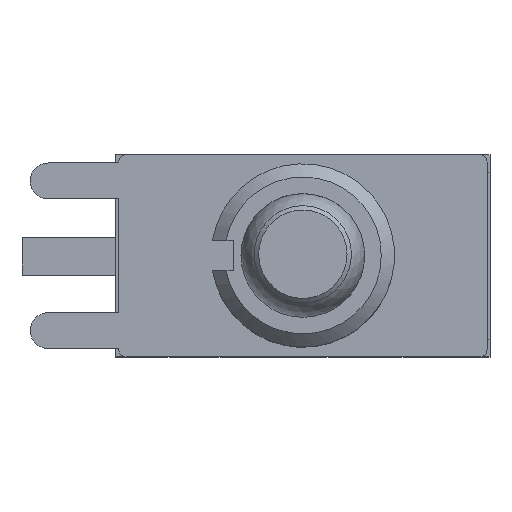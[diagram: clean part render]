
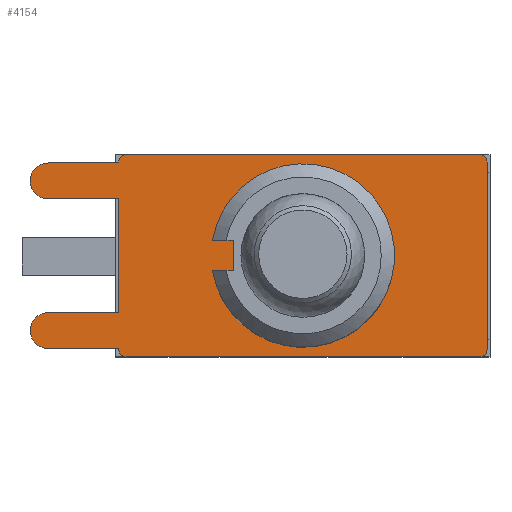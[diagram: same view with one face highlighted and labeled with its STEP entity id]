
A CAD part, top view. The second image highlights one B-rep face of the part: STEP entity #4154.
In plain terms, the highlighted planar face has unit normal (0, 0, 1).
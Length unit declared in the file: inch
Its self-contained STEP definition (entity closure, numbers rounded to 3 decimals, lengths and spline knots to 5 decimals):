
#118=FACE_BOUND('',#381,.T.);
#127=FACE_OUTER_BOUND('',#380,.T.);
#380=EDGE_LOOP('',(#2729,#2730,#2731,#2732,#2733,#2734,#2735,#2736,#2737,
#2738,#2739,#2740,#2741,#2742,#2743,#2744));
#381=EDGE_LOOP('',(#2745,#2746,#2747,#2748));
#642=LINE('',#6079,#1132);
#643=LINE('',#6081,#1133);
#644=LINE('',#6085,#1134);
#645=LINE('',#6087,#1135);
#646=LINE('',#6089,#1136);
#647=LINE('',#6093,#1137);
#648=LINE('',#6095,#1138);
#649=LINE('',#6099,#1139);
#650=LINE('',#6103,#1140);
#651=LINE('',#6106,#1141);
#652=LINE('',#6109,#1142);
#653=LINE('',#6111,#1143);
#654=LINE('',#6113,#1144);
#1132=VECTOR('',#4823,0.3937);
#1133=VECTOR('',#4824,0.3937);
#1134=VECTOR('',#4827,0.3937);
#1135=VECTOR('',#4828,0.3937);
#1136=VECTOR('',#4829,0.3937);
#1137=VECTOR('',#4832,0.3937);
#1138=VECTOR('',#4833,0.3937);
#1139=VECTOR('',#4836,0.3937);
#1140=VECTOR('',#4839,0.3937);
#1141=VECTOR('',#4842,0.3937);
#1142=VECTOR('',#4843,0.3937);
#1143=VECTOR('',#4844,0.3937);
#1144=VECTOR('',#4845,0.3937);
#1622=CIRCLE('',#4436,0.00984);
#1623=CIRCLE('',#4437,0.02402);
#1624=CIRCLE('',#4438,0.02402);
#1625=CIRCLE('',#4439,0.00984);
#1626=CIRCLE('',#4440,0.00984);
#1627=CIRCLE('',#4441,0.00984);
#1628=CIRCLE('',#4442,0.12244);
#1727=VERTEX_POINT('',#6075);
#1728=VERTEX_POINT('',#6076);
#1729=VERTEX_POINT('',#6078);
#1730=VERTEX_POINT('',#6080);
#1731=VERTEX_POINT('',#6082);
#1732=VERTEX_POINT('',#6084);
#1733=VERTEX_POINT('',#6086);
#1734=VERTEX_POINT('',#6088);
#1735=VERTEX_POINT('',#6090);
#1736=VERTEX_POINT('',#6092);
#1737=VERTEX_POINT('',#6094);
#1738=VERTEX_POINT('',#6096);
#1739=VERTEX_POINT('',#6098);
#1740=VERTEX_POINT('',#6100);
#1741=VERTEX_POINT('',#6102);
#1742=VERTEX_POINT('',#6104);
#1743=VERTEX_POINT('',#6107);
#1744=VERTEX_POINT('',#6108);
#1745=VERTEX_POINT('',#6110);
#1746=VERTEX_POINT('',#6112);
#2108=EDGE_CURVE('',#1727,#1728,#1622,.T.);
#2109=EDGE_CURVE('',#1729,#1727,#642,.T.);
#2110=EDGE_CURVE('',#1730,#1729,#643,.T.);
#2111=EDGE_CURVE('',#1731,#1730,#1623,.T.);
#2112=EDGE_CURVE('',#1732,#1731,#644,.T.);
#2113=EDGE_CURVE('',#1733,#1732,#645,.T.);
#2114=EDGE_CURVE('',#1734,#1733,#646,.T.);
#2115=EDGE_CURVE('',#1735,#1734,#1624,.T.);
#2116=EDGE_CURVE('',#1736,#1735,#647,.T.);
#2117=EDGE_CURVE('',#1737,#1736,#648,.T.);
#2118=EDGE_CURVE('',#1738,#1737,#1625,.T.);
#2119=EDGE_CURVE('',#1739,#1738,#649,.T.);
#2120=EDGE_CURVE('',#1740,#1739,#1626,.T.);
#2121=EDGE_CURVE('',#1741,#1740,#650,.T.);
#2122=EDGE_CURVE('',#1742,#1741,#1627,.T.);
#2123=EDGE_CURVE('',#1728,#1742,#651,.T.);
#2124=EDGE_CURVE('',#1743,#1744,#652,.T.);
#2125=EDGE_CURVE('',#1745,#1743,#653,.T.);
#2126=EDGE_CURVE('',#1746,#1745,#654,.T.);
#2127=EDGE_CURVE('',#1744,#1746,#1628,.T.);
#2729=ORIENTED_EDGE('',*,*,#2108,.F.);
#2730=ORIENTED_EDGE('',*,*,#2109,.F.);
#2731=ORIENTED_EDGE('',*,*,#2110,.F.);
#2732=ORIENTED_EDGE('',*,*,#2111,.F.);
#2733=ORIENTED_EDGE('',*,*,#2112,.F.);
#2734=ORIENTED_EDGE('',*,*,#2113,.F.);
#2735=ORIENTED_EDGE('',*,*,#2114,.F.);
#2736=ORIENTED_EDGE('',*,*,#2115,.F.);
#2737=ORIENTED_EDGE('',*,*,#2116,.F.);
#2738=ORIENTED_EDGE('',*,*,#2117,.F.);
#2739=ORIENTED_EDGE('',*,*,#2118,.F.);
#2740=ORIENTED_EDGE('',*,*,#2119,.F.);
#2741=ORIENTED_EDGE('',*,*,#2120,.F.);
#2742=ORIENTED_EDGE('',*,*,#2121,.F.);
#2743=ORIENTED_EDGE('',*,*,#2122,.F.);
#2744=ORIENTED_EDGE('',*,*,#2123,.F.);
#2745=ORIENTED_EDGE('',*,*,#2124,.F.);
#2746=ORIENTED_EDGE('',*,*,#2125,.F.);
#2747=ORIENTED_EDGE('',*,*,#2126,.F.);
#2748=ORIENTED_EDGE('',*,*,#2127,.F.);
#3971=PLANE('',#4435);
#4154=ADVANCED_FACE('',(#127,#118),#3971,.T.);
#4435=AXIS2_PLACEMENT_3D('',#6074,#4819,#4820);
#4436=AXIS2_PLACEMENT_3D('',#6077,#4821,#4822);
#4437=AXIS2_PLACEMENT_3D('',#6083,#4825,#4826);
#4438=AXIS2_PLACEMENT_3D('',#6091,#4830,#4831);
#4439=AXIS2_PLACEMENT_3D('',#6097,#4834,#4835);
#4440=AXIS2_PLACEMENT_3D('',#6101,#4837,#4838);
#4441=AXIS2_PLACEMENT_3D('',#6105,#4840,#4841);
#4442=AXIS2_PLACEMENT_3D('',#6114,#4846,#4847);
#4819=DIRECTION('center_axis',(0.,0.,
1.));
#4820=DIRECTION('ref_axis',(-1.,0.,0.));
#4821=DIRECTION('center_axis',(0.,0.,
-1.));
#4822=DIRECTION('ref_axis',(-0.707,0.707,0.));
#4823=DIRECTION('',(0.,1.,0.));
#4824=DIRECTION('',(1.,0.,0.));
#4825=DIRECTION('center_axis',(0.,0.,
-1.));
#4826=DIRECTION('ref_axis',(0.,1.,0.));
#4827=DIRECTION('',(-1.,0.,0.));
#4828=DIRECTION('',(0.,1.,0.));
#4829=DIRECTION('',(1.,0.,0.));
#4830=DIRECTION('center_axis',(0.,0.,
-1.));
#4831=DIRECTION('ref_axis',(0.,1.,0.));
#4832=DIRECTION('',(-1.,0.,0.));
#4833=DIRECTION('',(0.,1.,0.));
#4834=DIRECTION('center_axis',(0.,0.,
-1.));
#4835=DIRECTION('ref_axis',(-0.707,-0.707,0.));
#4836=DIRECTION('',(-1.,0.,0.));
#4837=DIRECTION('center_axis',(0.,0.,
-1.));
#4838=DIRECTION('ref_axis',(0.707,-0.707,0.));
#4839=DIRECTION('',(0.,-1.,0.));
#4840=DIRECTION('center_axis',(0.,0.,
-1.));
#4841=DIRECTION('ref_axis',(0.707,0.707,0.));
#4842=DIRECTION('',(1.,0.,0.));
#4843=DIRECTION('',(-1.,0.,0.));
#4844=DIRECTION('',(0.,-1.,0.));
#4845=DIRECTION('',(1.,0.,0.));
#4846=DIRECTION('center_axis',(0.,0.,
1.));
#4847=DIRECTION('ref_axis',(-0.986,-0.164,0.));
#6074=CARTESIAN_POINT('Origin',(-0.07164,0.,
0.36969));
#6075=CARTESIAN_POINT('',(-0.24606,0.1252,0.36969));
#6076=CARTESIAN_POINT('',(-0.23622,0.13504,0.36969));
#6077=CARTESIAN_POINT('Origin',(-0.23622,0.1252,0.36969));
#6078=CARTESIAN_POINT('',(-0.24606,0.12402,0.36969));
#6079=CARTESIAN_POINT('',(-0.24606,0.13504,0.36969));
#6080=CARTESIAN_POINT('',(-0.34016,0.12402,0.36969));
#6081=CARTESIAN_POINT('',(-0.24606,0.12402,0.36969));
#6082=CARTESIAN_POINT('',(-0.34016,0.07598,0.36969));
#6083=CARTESIAN_POINT('Origin',(-0.34016,0.1,0.36969));
#6084=CARTESIAN_POINT('',(-0.24606,0.07598,0.36969));
#6085=CARTESIAN_POINT('',(-0.34016,0.07598,0.36969));
#6086=CARTESIAN_POINT('',(-0.24606,-0.07598,0.36969));
#6087=CARTESIAN_POINT('',(-0.24606,0.07598,0.36969));
#6088=CARTESIAN_POINT('',(-0.34016,-0.07598,0.36969));
#6089=CARTESIAN_POINT('',(-0.24606,-0.07598,0.36969));
#6090=CARTESIAN_POINT('',(-0.34016,-0.12402,0.36969));
#6091=CARTESIAN_POINT('Origin',(-0.34016,-0.1,
0.36969));
#6092=CARTESIAN_POINT('',(-0.24606,-0.12402,0.36969));
#6093=CARTESIAN_POINT('',(-0.34016,-0.12402,0.36969));
#6094=CARTESIAN_POINT('',(-0.24606,-0.1252,0.36969));
#6095=CARTESIAN_POINT('',(-0.24606,-0.12402,0.36969));
#6096=CARTESIAN_POINT('',(-0.23622,-0.13504,0.36969));
#6097=CARTESIAN_POINT('Origin',(-0.23622,-0.1252,0.36969));
#6098=CARTESIAN_POINT('',(0.23622,-0.13504,0.36969));
#6099=CARTESIAN_POINT('',(-0.24606,-0.13504,0.36969));
#6100=CARTESIAN_POINT('',(0.24606,-0.1252,0.36969));
#6101=CARTESIAN_POINT('Origin',(0.23622,-0.1252,0.36969));
#6102=CARTESIAN_POINT('',(0.24606,0.1252,0.36969));
#6103=CARTESIAN_POINT('',(0.24606,-0.13504,0.36969));
#6104=CARTESIAN_POINT('',(0.23622,0.13504,0.36969));
#6105=CARTESIAN_POINT('Origin',(0.23622,0.1252,0.36969));
#6106=CARTESIAN_POINT('',(0.24606,0.13504,0.36969));
#6107=CARTESIAN_POINT('',(-0.09283,-0.02008,0.36969));
#6108=CARTESIAN_POINT('',(-0.12078,-0.02008,0.36969));
#6109=CARTESIAN_POINT('',(-0.09621,-0.02008,0.36969));
#6110=CARTESIAN_POINT('',(-0.09283,0.02008,0.36969));
#6111=CARTESIAN_POINT('',(-0.09283,-0.01004,0.36969));
#6112=CARTESIAN_POINT('',(-0.12078,0.02008,0.36969));
#6113=CARTESIAN_POINT('',(-0.08223,0.02008,0.36969));
#6114=CARTESIAN_POINT('Origin',(0.,0.,
0.36969));
